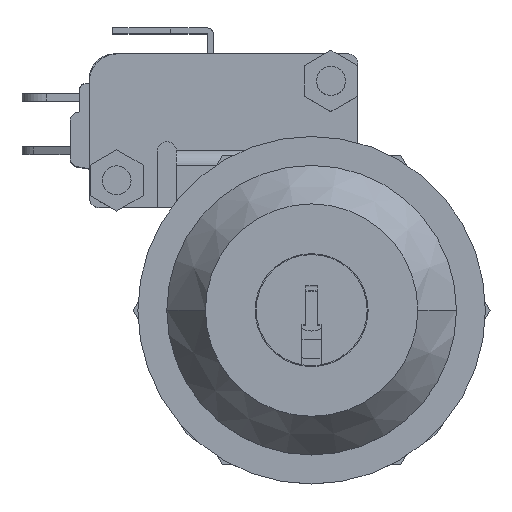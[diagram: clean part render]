
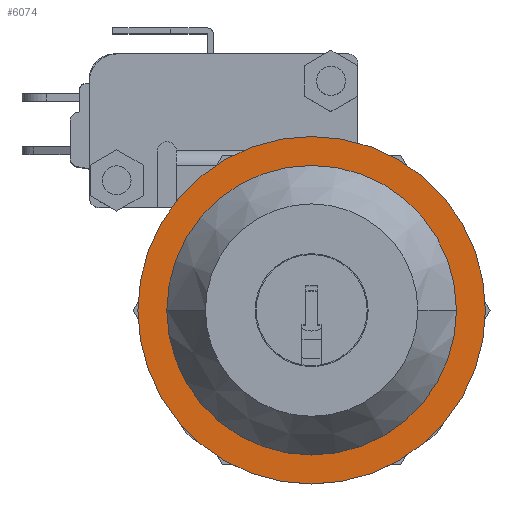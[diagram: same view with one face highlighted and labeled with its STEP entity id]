
A CAD part, top view. The second image highlights one B-rep face of the part: STEP entity #6074.
In plain terms, the highlighted planar face has unit normal (0, 0, 1).
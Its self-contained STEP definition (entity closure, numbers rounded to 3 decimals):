
#3678 = VERTEX_POINT ( 'NONE', #16439 ) ;
#3694 = VERTEX_POINT ( 'NONE', #16455 ) ;
#3699 = VERTEX_POINT ( 'NONE', #16460 ) ;
#3700 = VERTEX_POINT ( 'NONE', #16461 ) ;
#4842 = FACE_OUTER_BOUND ( 'NONE', #15909, .T. ) ;
#4843 = FACE_BOUND ( 'NONE', #15911, .T. ) ;
#5973 = EDGE_CURVE ( 'NONE', #3694, #3678, #6731, .T. ) ;
#6074 = ADVANCED_FACE ( 'NONE', ( #4842, #4843 ), #9593, .T. ) ;
#6731 = CIRCLE ( 'NONE', #6733, 13.25 ) ;
#6733 = AXIS2_PLACEMENT_3D ( 'NONE', #9322, #9323, #9324 ) ;
#6866 = AXIS2_PLACEMENT_3D ( 'NONE', #9594, #9595, #9596 ) ;
#7569 = CIRCLE ( 'NONE', #7577, 18. ) ;
#7571 = CIRCLE ( 'NONE', #7573, 18. ) ;
#7573 = AXIS2_PLACEMENT_3D ( 'NONE', #12495, #12496, #12497 ) ;
#7576 = CIRCLE ( 'NONE', #7582, 13.25 ) ;
#7577 = AXIS2_PLACEMENT_3D ( 'NONE', #12501, #12502, #12503 ) ;
#7582 = AXIS2_PLACEMENT_3D ( 'NONE', #12540, #12541, #12542 ) ;
#9322 = CARTESIAN_POINT ( 'NONE',  ( 0., 0., 0.5 ) ) ;
#9323 = DIRECTION ( 'NONE',  ( 0., 0., 1. ) ) ;
#9324 = DIRECTION ( 'NONE',  ( 1., 0., 0. ) ) ;
#9593 = PLANE ( 'NONE',  #6866 ) ;
#9594 = CARTESIAN_POINT ( 'NONE',  ( 0., 0., 0.5 ) ) ;
#9595 = DIRECTION ( 'NONE',  ( 0., 0., 1. ) ) ;
#9596 = DIRECTION ( 'NONE',  ( 1., 0., 0. ) ) ;
#12495 = CARTESIAN_POINT ( 'NONE',  ( 0., 0., 0.5 ) ) ;
#12496 = DIRECTION ( 'NONE',  ( 0., 0., 1. ) ) ;
#12497 = DIRECTION ( 'NONE',  ( 1., 0., 0. ) ) ;
#12501 = CARTESIAN_POINT ( 'NONE',  ( 0., 0., 0.5 ) ) ;
#12502 = DIRECTION ( 'NONE',  ( 0., 0., 1. ) ) ;
#12503 = DIRECTION ( 'NONE',  ( 1., 0., 0. ) ) ;
#12540 = CARTESIAN_POINT ( 'NONE',  ( 0., 0., 0.5 ) ) ;
#12541 = DIRECTION ( 'NONE',  ( 0., 0., 1. ) ) ;
#12542 = DIRECTION ( 'NONE',  ( 1., 0., 0. ) ) ;
#13894 = EDGE_CURVE ( 'NONE', #3699, #3700, #7571, .T. ) ;
#13896 = EDGE_CURVE ( 'NONE', #3700, #3699, #7569, .T. ) ;
#13904 = EDGE_CURVE ( 'NONE', #3678, #3694, #7576, .T. ) ;
#15388 = ORIENTED_EDGE ( 'NONE', *, *, #5973, .F. ) ;
#15395 = ORIENTED_EDGE ( 'NONE', *, *, #13894, .T. ) ;
#15416 = ORIENTED_EDGE ( 'NONE', *, *, #13896, .T. ) ;
#15418 = ORIENTED_EDGE ( 'NONE', *, *, #13904, .F. ) ;
#15909 = EDGE_LOOP ( 'NONE', ( #15395, #15416 ) ) ;
#15911 = EDGE_LOOP ( 'NONE', ( #15388, #15418 ) ) ;
#16439 = CARTESIAN_POINT ( 'NONE',  ( 13.25, 0., 0.5 ) ) ;
#16455 = CARTESIAN_POINT ( 'NONE',  ( -13.25, 0., 0.5 ) ) ;
#16460 = CARTESIAN_POINT ( 'NONE',  ( -18., 0., 0.5 ) ) ;
#16461 = CARTESIAN_POINT ( 'NONE',  ( 18., 0., 0.5 ) ) ;
